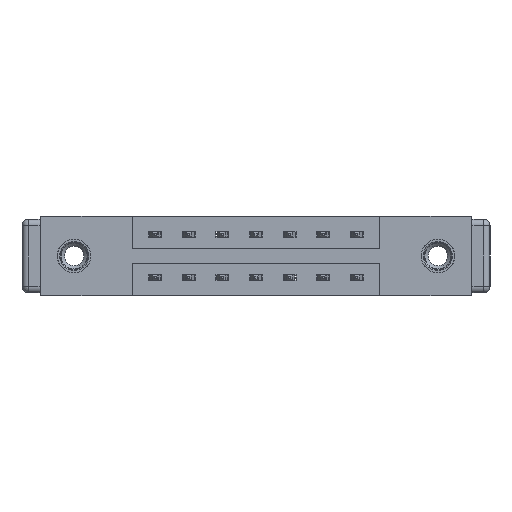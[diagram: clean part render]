
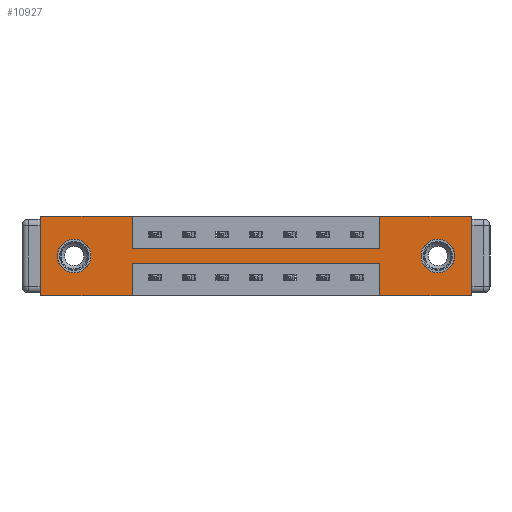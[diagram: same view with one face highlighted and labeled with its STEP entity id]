
A CAD part, front view. The second image highlights one B-rep face of the part: STEP entity #10927.
In plain terms, the highlighted planar face has unit normal (0, -1, 0).
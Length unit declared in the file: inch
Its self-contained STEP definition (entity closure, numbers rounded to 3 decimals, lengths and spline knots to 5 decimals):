
#107 = VECTOR ( 'NONE', #6963, 39.37008 ) ;
#180 = CARTESIAN_POINT ( 'NONE',  ( 1.843, 0., -0.107 ) ) ;
#346 = VECTOR ( 'NONE', #12293, 39.37008 ) ;
#617 = DIRECTION ( 'NONE',  ( 0., 0., -1. ) ) ;
#694 = DIRECTION ( 'NONE',  ( -1., 0., 0. ) ) ;
#1097 = VERTEX_POINT ( 'NONE', #8013 ) ;
#1147 = VERTEX_POINT ( 'NONE', #180 ) ;
#1324 = CIRCLE ( 'NONE', #5962, 0.078 ) ;
#1369 = ORIENTED_EDGE ( 'NONE', *, *, #11331, .F. ) ;
#1385 = CARTESIAN_POINT ( 'NONE',  ( 0., 0., -0.37 ) ) ;
#1412 = ORIENTED_EDGE ( 'NONE', *, *, #4823, .F. ) ;
#1496 = DIRECTION ( 'NONE',  ( 0., 1., 0. ) ) ;
#1539 = CARTESIAN_POINT ( 'NONE',  ( 1.843, 0., -0.185 ) ) ;
#1771 = CARTESIAN_POINT ( 'NONE',  ( 0.425, 0., -0.37 ) ) ;
#1790 = DIRECTION ( 'NONE',  ( 0., 0., -1. ) ) ;
#1965 = EDGE_CURVE ( 'NONE', #5719, #2814, #4306, .T. ) ;
#2093 = LINE ( 'NONE', #8727, #107 ) ;
#2190 = DIRECTION ( 'NONE',  ( 1., 0., 0. ) ) ;
#2240 = CARTESIAN_POINT ( 'NONE',  ( 1.998, 0., 0. ) ) ;
#2312 = DIRECTION ( 'NONE',  ( 0., 0., -1. ) ) ;
#2389 = AXIS2_PLACEMENT_3D ( 'NONE', #7062, #12143, #9365 ) ;
#2410 = FACE_BOUND ( 'NONE', #8986, .T. ) ;
#2749 = DIRECTION ( 'NONE',  ( 0., 0., -1. ) ) ;
#2763 = VERTEX_POINT ( 'NONE', #4202 ) ;
#2812 = VECTOR ( 'NONE', #7879, 39.37008 ) ;
#2814 = VERTEX_POINT ( 'NONE', #6281 ) ;
#2818 = EDGE_LOOP ( 'NONE', ( #9277, #6966 ) ) ;
#3197 = EDGE_CURVE ( 'NONE', #12699, #2763, #8171, .T. ) ;
#3210 = LINE ( 'NONE', #1771, #5360 ) ;
#3290 = DIRECTION ( 'NONE',  ( 0., 0., -1. ) ) ;
#3421 = CARTESIAN_POINT ( 'NONE',  ( 0., 0., -0.37 ) ) ;
#3652 = ORIENTED_EDGE ( 'NONE', *, *, #4906, .T. ) ;
#3677 = VECTOR ( 'NONE', #694, 39.37008 ) ;
#3833 = CARTESIAN_POINT ( 'NONE',  ( 0., 0., 0. ) ) ;
#3900 = CARTESIAN_POINT ( 'NONE',  ( 0.425, 0., 0. ) ) ;
#3906 = ORIENTED_EDGE ( 'NONE', *, *, #12162, .F. ) ;
#4024 = LINE ( 'NONE', #2240, #4623 ) ;
#4056 = PLANE ( 'NONE',  #2389 ) ;
#4069 = EDGE_CURVE ( 'NONE', #2763, #8378, #3210, .T. ) ;
#4202 = CARTESIAN_POINT ( 'NONE',  ( 0.425, 0., -0.22 ) ) ;
#4306 = LINE ( 'NONE', #8082, #6195 ) ;
#4531 = CIRCLE ( 'NONE', #5121, 0.078 ) ;
#4623 = VECTOR ( 'NONE', #3290, 39.37008 ) ;
#4733 = DIRECTION ( 'NONE',  ( 0., 0., 1. ) ) ;
#4823 = EDGE_CURVE ( 'NONE', #7190, #6167, #8747, .T. ) ;
#4906 = EDGE_CURVE ( 'NONE', #12635, #8238, #4531, .T. ) ;
#4960 = LINE ( 'NONE', #1385, #346 ) ;
#5121 = AXIS2_PLACEMENT_3D ( 'NONE', #10587, #11551, #7680 ) ;
#5160 = CARTESIAN_POINT ( 'NONE',  ( 0.155, 0., -0.107 ) ) ;
#5247 = ORIENTED_EDGE ( 'NONE', *, *, #11669, .F. ) ;
#5261 = ORIENTED_EDGE ( 'NONE', *, *, #11181, .T. ) ;
#5325 = CARTESIAN_POINT ( 'NONE',  ( 0.425, 0., -0.15 ) ) ;
#5357 = CARTESIAN_POINT ( 'NONE',  ( 0.425, 0., -0.15 ) ) ;
#5360 = VECTOR ( 'NONE', #2749, 39.37008 ) ;
#5368 = CARTESIAN_POINT ( 'NONE',  ( 1.573, 0., -0.22 ) ) ;
#5527 = CARTESIAN_POINT ( 'NONE',  ( 1.573, 0., 0. ) ) ;
#5554 = ORIENTED_EDGE ( 'NONE', *, *, #10108, .F. ) ;
#5719 = VERTEX_POINT ( 'NONE', #9806 ) ;
#5962 = AXIS2_PLACEMENT_3D ( 'NONE', #8287, #6433, #2312 ) ;
#6130 = ORIENTED_EDGE ( 'NONE', *, *, #12398, .F. ) ;
#6167 = VERTEX_POINT ( 'NONE', #7508 ) ;
#6195 = VECTOR ( 'NONE', #2190, 39.37008 ) ;
#6266 = VECTOR ( 'NONE', #1790, 39.37008 ) ;
#6281 = CARTESIAN_POINT ( 'NONE',  ( 1.998, 0., 0. ) ) ;
#6433 = DIRECTION ( 'NONE',  ( 0., 1., 0. ) ) ;
#6537 = ORIENTED_EDGE ( 'NONE', *, *, #7812, .F. ) ;
#6622 = CARTESIAN_POINT ( 'NONE',  ( 1.573, 0., -0.37 ) ) ;
#6745 = FACE_BOUND ( 'NONE', #2818, .T. ) ;
#6963 = DIRECTION ( 'NONE',  ( 0., 0., 1. ) ) ;
#6966 = ORIENTED_EDGE ( 'NONE', *, *, #11014, .T. ) ;
#7022 = CARTESIAN_POINT ( 'NONE',  ( 0., 0., 0. ) ) ;
#7053 = ORIENTED_EDGE ( 'NONE', *, *, #4069, .F. ) ;
#7062 = CARTESIAN_POINT ( 'NONE',  ( 0., 0., -0.37 ) ) ;
#7190 = VERTEX_POINT ( 'NONE', #5325 ) ;
#7357 = LINE ( 'NONE', #3833, #8431 ) ;
#7424 = AXIS2_PLACEMENT_3D ( 'NONE', #1539, #1496, #617 ) ;
#7508 = CARTESIAN_POINT ( 'NONE',  ( 1.573, 0., -0.15 ) ) ;
#7570 = ORIENTED_EDGE ( 'NONE', *, *, #1965, .F. ) ;
#7680 = DIRECTION ( 'NONE',  ( 0., 0., 1. ) ) ;
#7812 = EDGE_CURVE ( 'NONE', #6167, #5719, #8979, .T. ) ;
#7818 = CIRCLE ( 'NONE', #10421, 0.078 ) ;
#7879 = DIRECTION ( 'NONE',  ( 0., 0., 1. ) ) ;
#7954 = CARTESIAN_POINT ( 'NONE',  ( 0.425, 0., 0. ) ) ;
#8013 = CARTESIAN_POINT ( 'NONE',  ( 1.998, 0., -0.37 ) ) ;
#8082 = CARTESIAN_POINT ( 'NONE',  ( 0., 0., 0. ) ) ;
#8142 = DIRECTION ( 'NONE',  ( 1., 0., 0. ) ) ;
#8171 = LINE ( 'NONE', #8508, #3677 ) ;
#8238 = VERTEX_POINT ( 'NONE', #8243 ) ;
#8243 = CARTESIAN_POINT ( 'NONE',  ( 0.155, 0., -0.263 ) ) ;
#8274 = ORIENTED_EDGE ( 'NONE', *, *, #3197, .F. ) ;
#8287 = CARTESIAN_POINT ( 'NONE',  ( 1.843, 0., -0.185 ) ) ;
#8378 = VERTEX_POINT ( 'NONE', #11532 ) ;
#8431 = VECTOR ( 'NONE', #9716, 39.37008 ) ;
#8508 = CARTESIAN_POINT ( 'NONE',  ( 0.425, 0., -0.22 ) ) ;
#8676 = CARTESIAN_POINT ( 'NONE',  ( 1.843, 0., -0.263 ) ) ;
#8684 = DIRECTION ( 'NONE',  ( 0., 1., 0. ) ) ;
#8727 = CARTESIAN_POINT ( 'NONE',  ( 1.573, 0., -0.37 ) ) ;
#8733 = EDGE_CURVE ( 'NONE', #1147, #9608, #12709, .T. ) ;
#8747 = LINE ( 'NONE', #5357, #11960 ) ;
#8979 = LINE ( 'NONE', #5527, #11265 ) ;
#8986 = EDGE_LOOP ( 'NONE', ( #3652, #5261 ) ) ;
#9277 = ORIENTED_EDGE ( 'NONE', *, *, #8733, .T. ) ;
#9301 = ORIENTED_EDGE ( 'NONE', *, *, #10754, .F. ) ;
#9365 = DIRECTION ( 'NONE',  ( 0., 0., -1. ) ) ;
#9419 = DIRECTION ( 'NONE',  ( -1., 0., 0. ) ) ;
#9563 = CARTESIAN_POINT ( 'NONE',  ( 0., 0., 0. ) ) ;
#9608 = VERTEX_POINT ( 'NONE', #8676 ) ;
#9716 = DIRECTION ( 'NONE',  ( 1., 0., 0. ) ) ;
#9788 = CARTESIAN_POINT ( 'NONE',  ( 0., 0., -0.37 ) ) ;
#9806 = CARTESIAN_POINT ( 'NONE',  ( 1.573, 0., 0. ) ) ;
#10108 = EDGE_CURVE ( 'NONE', #8378, #10378, #4960, .T. ) ;
#10127 = ORIENTED_EDGE ( 'NONE', *, *, #10557, .F. ) ;
#10240 = VERTEX_POINT ( 'NONE', #9563 ) ;
#10262 = DIRECTION ( 'NONE',  ( 0., 0., 1. ) ) ;
#10378 = VERTEX_POINT ( 'NONE', #9788 ) ;
#10421 = AXIS2_PLACEMENT_3D ( 'NONE', #11628, #8684, #4733 ) ;
#10557 = EDGE_CURVE ( 'NONE', #2814, #1097, #4024, .T. ) ;
#10587 = CARTESIAN_POINT ( 'NONE',  ( 0.155, 0., -0.185 ) ) ;
#10602 = FACE_OUTER_BOUND ( 'NONE', #10687, .T. ) ;
#10687 = EDGE_LOOP ( 'NONE', ( #7053, #8274, #1369, #3906, #10127, #7570, #6537, #1412, #5247, #6130, #9301, #5554 ) ) ;
#10754 = EDGE_CURVE ( 'NONE', #10378, #10240, #12646, .T. ) ;
#10907 = LINE ( 'NONE', #3900, #6266 ) ;
#10927 = ADVANCED_FACE ( 'NONE', ( #6745, #2410, #10602 ), #4056, .T. ) ;
#11014 = EDGE_CURVE ( 'NONE', #9608, #1147, #1324, .T. ) ;
#11181 = EDGE_CURVE ( 'NONE', #8238, #12635, #7818, .T. ) ;
#11265 = VECTOR ( 'NONE', #10262, 39.37008 ) ;
#11331 = EDGE_CURVE ( 'NONE', #12211, #12699, #2093, .T. ) ;
#11532 = CARTESIAN_POINT ( 'NONE',  ( 0.425, 0., -0.37 ) ) ;
#11551 = DIRECTION ( 'NONE',  ( 0., 1., 0. ) ) ;
#11628 = CARTESIAN_POINT ( 'NONE',  ( 0.155, 0., -0.185 ) ) ;
#11659 = LINE ( 'NONE', #3421, #12417 ) ;
#11669 = EDGE_CURVE ( 'NONE', #12413, #7190, #10907, .T. ) ;
#11960 = VECTOR ( 'NONE', #8142, 39.37008 ) ;
#12143 = DIRECTION ( 'NONE',  ( 0., -1., 0. ) ) ;
#12162 = EDGE_CURVE ( 'NONE', #1097, #12211, #11659, .T. ) ;
#12211 = VERTEX_POINT ( 'NONE', #6622 ) ;
#12293 = DIRECTION ( 'NONE',  ( -1., 0., 0. ) ) ;
#12398 = EDGE_CURVE ( 'NONE', #10240, #12413, #7357, .T. ) ;
#12413 = VERTEX_POINT ( 'NONE', #7954 ) ;
#12417 = VECTOR ( 'NONE', #9419, 39.37008 ) ;
#12635 = VERTEX_POINT ( 'NONE', #5160 ) ;
#12646 = LINE ( 'NONE', #7022, #2812 ) ;
#12699 = VERTEX_POINT ( 'NONE', #5368 ) ;
#12709 = CIRCLE ( 'NONE', #7424, 0.078 ) ;
